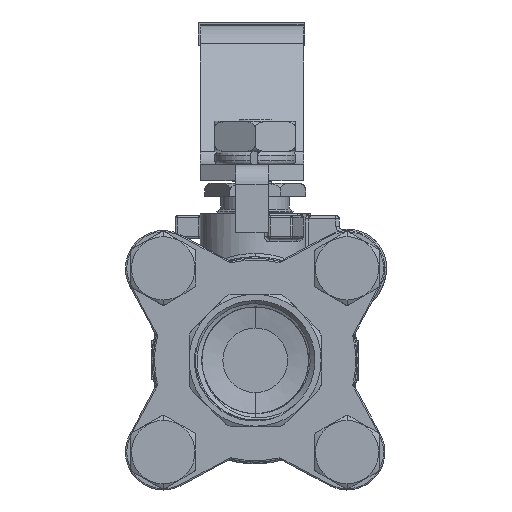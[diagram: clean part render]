
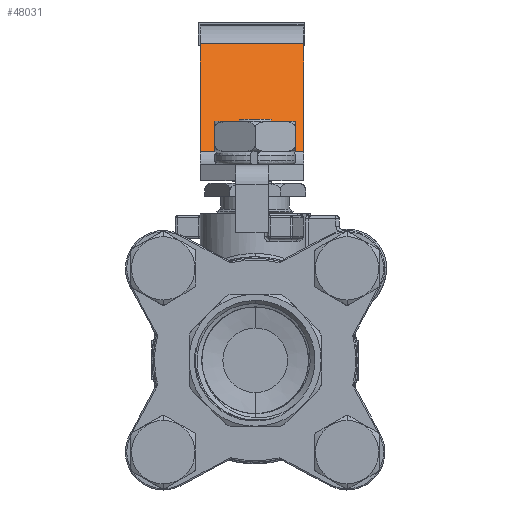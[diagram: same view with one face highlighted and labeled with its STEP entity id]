
A CAD part, front view. The second image highlights one B-rep face of the part: STEP entity #48031.
In plain terms, the highlighted planar face has unit normal (0, -0.789, 0.615).
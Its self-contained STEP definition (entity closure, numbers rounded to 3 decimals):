
#46949=CARTESIAN_POINT('',(-8.496,14.087,32.247));
#46950=VERTEX_POINT('',#46949);
#46958=CARTESIAN_POINT('',(-8.496,27.088,48.932));
#46959=VERTEX_POINT('',#46958);
#46960=CARTESIAN_POINT('',(-8.496,27.088,48.932));
#46961=DIRECTION('',(0.,-0.615,-0.789));
#46962=VECTOR('',#46961,21.153);
#46963=LINE('',#46960,#46962);
#46964=EDGE_CURVE('',#46959,#46950,#46963,.T.);
#46998=CARTESIAN_POINT('',(7.504,27.088,48.932));
#46999=VERTEX_POINT('',#46998);
#47007=CARTESIAN_POINT('',(7.504,14.087,32.247));
#47008=VERTEX_POINT('',#47007);
#47009=CARTESIAN_POINT('',(7.504,27.088,48.932));
#47010=DIRECTION('',(0.,-0.615,-0.789));
#47011=VECTOR('',#47010,21.153);
#47012=LINE('',#47009,#47011);
#47013=EDGE_CURVE('',#46999,#47008,#47012,.T.);
#48006=CARTESIAN_POINT('',(-8.496,14.087,32.247));
#48007=DIRECTION('',(1.,0.,0.));
#48008=VECTOR('',#48007,16.);
#48009=LINE('',#48006,#48008);
#48010=EDGE_CURVE('',#46950,#47008,#48009,.T.);
#48015=CARTESIAN_POINT('',(-8.496,27.088,48.932));
#48016=DIRECTION('',(0.,-0.789,0.615));
#48017=DIRECTION('',(1.,0.,0.));
#48018=AXIS2_PLACEMENT_3D('',#48015,#48016,#48017);
#48019=PLANE('',#48018);
#48020=ORIENTED_EDGE('',*,*,#46964,.T.);
#48021=ORIENTED_EDGE('',*,*,#48010,.T.);
#48022=ORIENTED_EDGE('',*,*,#47013,.F.);
#48023=CARTESIAN_POINT('',(-8.496,27.088,48.932));
#48024=DIRECTION('',(1.,0.,0.));
#48025=VECTOR('',#48024,16.);
#48026=LINE('',#48023,#48025);
#48027=EDGE_CURVE('',#46959,#46999,#48026,.T.);
#48028=ORIENTED_EDGE('',*,*,#48027,.F.);
#48029=EDGE_LOOP('',(#48020,#48021,#48022,#48028));
#48030=FACE_BOUND('',#48029,.T.);
#48031=ADVANCED_FACE('',(#48030),#48019,.T.);
